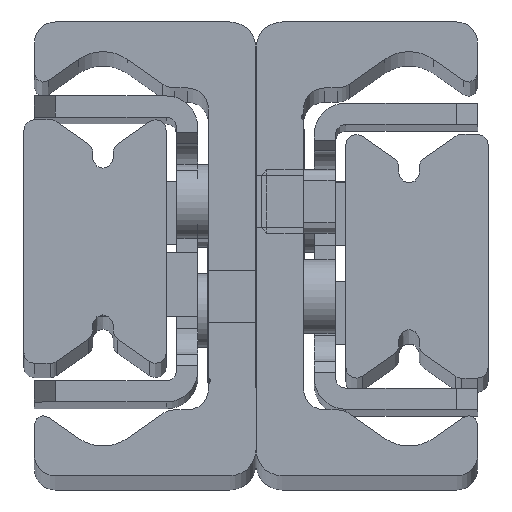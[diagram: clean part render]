
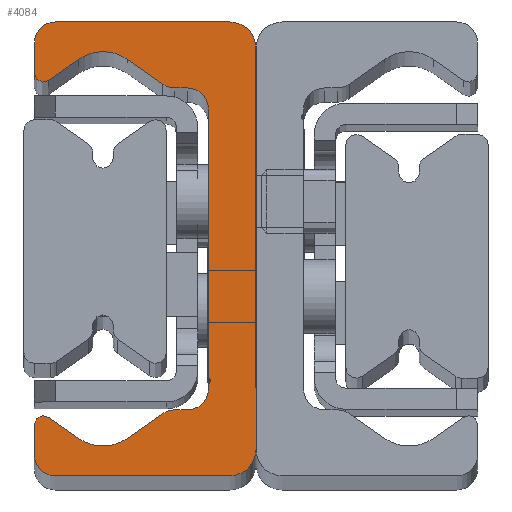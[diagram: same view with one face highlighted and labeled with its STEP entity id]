
A CAD part, top view. The second image highlights one B-rep face of the part: STEP entity #4084.
In plain terms, the highlighted planar face has unit normal (0, 0, 1).
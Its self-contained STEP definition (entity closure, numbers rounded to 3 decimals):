
#3036=CARTESIAN_POINT('',(2.499,0.,770.0));
#3037=VERTEX_POINT('',#3036);
#3038=CARTESIAN_POINT('',(-0.001,2.5,770.0));
#3039=VERTEX_POINT('',#3038);
#3040=CARTESIAN_POINT('',(2.499,2.5,770.0));
#3041=DIRECTION('',(0.0,0.0,-1.0));
#3042=DIRECTION('',(-1.0,0.0,0.0));
#3043=AXIS2_PLACEMENT_3D('',#3040,#3041,#3042);
#3044=CIRCLE('',#3043,2.5);
#3045=EDGE_CURVE('',#3037,#3039,#3044,.T.);
#3078=CARTESIAN_POINT('',(-0.001,40.5,770.0));
#3079=VERTEX_POINT('',#3078);
#3080=CARTESIAN_POINT('',(-0.001,2.5,770.0));
#3081=DIRECTION('',(0.0,1.0,0.0));
#3082=VECTOR('',#3081,38.);
#3083=LINE('',#3080,#3082);
#3084=EDGE_CURVE('',#3039,#3079,#3083,.T.);
#3151=CARTESIAN_POINT('',(2.499,43.0,770.0));
#3152=VERTEX_POINT('',#3151);
#3153=CARTESIAN_POINT('',(2.499,40.5,770.0));
#3154=DIRECTION('',(0.0,0.0,-1.0));
#3155=DIRECTION('',(0.0,1.0,0.0));
#3156=AXIS2_PLACEMENT_3D('',#3153,#3154,#3155);
#3157=CIRCLE('',#3156,2.5);
#3158=EDGE_CURVE('',#3079,#3152,#3157,.T.);
#3184=CARTESIAN_POINT('',(18.999,43.0,770.0));
#3185=VERTEX_POINT('',#3184);
#3186=CARTESIAN_POINT('',(2.499,43.0,770.0));
#3187=DIRECTION('',(1.0,0.0,0.0));
#3188=VECTOR('',#3187,16.5);
#3189=LINE('',#3186,#3188);
#3190=EDGE_CURVE('',#3152,#3185,#3189,.T.);
#3215=CARTESIAN_POINT('',(20.999,41.0,770.0));
#3216=VERTEX_POINT('',#3215);
#3217=CARTESIAN_POINT('',(18.999,41.0,770.0));
#3218=DIRECTION('',(0.0,0.0,-1.0));
#3219=DIRECTION('',(1.0,0.0,0.0));
#3220=AXIS2_PLACEMENT_3D('',#3217,#3218,#3219);
#3221=CIRCLE('',#3220,2.);
#3222=EDGE_CURVE('',#3185,#3216,#3221,.T.);
#3248=CARTESIAN_POINT('',(20.999,38.15,770.0));
#3249=VERTEX_POINT('',#3248);
#3250=CARTESIAN_POINT('',(20.999,41.0,770.0));
#3251=DIRECTION('',(0.0,-1.0,0.0));
#3252=VECTOR('',#3251,2.85);
#3253=LINE('',#3250,#3252);
#3254=EDGE_CURVE('',#3216,#3249,#3253,.T.);
#3279=CARTESIAN_POINT('',(19.662,37.453,770.0));
#3280=VERTEX_POINT('',#3279);
#3281=CARTESIAN_POINT('',(20.149,38.15,770.0));
#3282=DIRECTION('',(0.0,0.0,-1.0));
#3283=DIRECTION('',(-0.574,-0.819,0.0));
#3284=AXIS2_PLACEMENT_3D('',#3281,#3282,#3283);
#3285=CIRCLE('',#3284,0.85);
#3286=EDGE_CURVE('',#3249,#3280,#3285,.T.);
#3312=CARTESIAN_POINT('',(16.794,39.462,770.0));
#3313=VERTEX_POINT('',#3312);
#3314=CARTESIAN_POINT('',(19.662,37.453,770.0));
#3315=DIRECTION('',(-0.819,0.574,0.0));
#3316=VECTOR('',#3315,3.501);
#3317=LINE('',#3314,#3316);
#3318=EDGE_CURVE('',#3280,#3313,#3317,.T.);
#3343=CARTESIAN_POINT('',(12.205,39.462,770.0));
#3344=VERTEX_POINT('',#3343);
#3345=CARTESIAN_POINT('',(14.499,36.185,770.0));
#3346=DIRECTION('',(0.0,0.0,1.0));
#3347=DIRECTION('',(-0.574,-0.819,0.0));
#3348=AXIS2_PLACEMENT_3D('',#3345,#3346,#3347);
#3349=CIRCLE('',#3348,4.);
#3350=EDGE_CURVE('',#3313,#3344,#3349,.T.);
#3376=CARTESIAN_POINT('',(8.849,37.112,770.0));
#3377=VERTEX_POINT('',#3376);
#3378=CARTESIAN_POINT('',(12.205,39.462,770.0));
#3379=DIRECTION('',(-0.819,-0.574,0.0));
#3380=VECTOR('',#3379,4.097);
#3381=LINE('',#3378,#3380);
#3382=EDGE_CURVE('',#3344,#3377,#3381,.T.);
#3407=CARTESIAN_POINT('',(7.702,36.75,770.0));
#3408=VERTEX_POINT('',#3407);
#3409=CARTESIAN_POINT('',(7.702,38.75,770.0));
#3410=DIRECTION('',(0.0,0.0,-1.0));
#3411=DIRECTION('',(0.0,-1.0,0.0));
#3412=AXIS2_PLACEMENT_3D('',#3409,#3410,#3411);
#3413=CIRCLE('',#3412,2.);
#3414=EDGE_CURVE('',#3377,#3408,#3413,.T.);
#3440=CARTESIAN_POINT('',(6.499,36.75,770.0));
#3441=VERTEX_POINT('',#3440);
#3442=CARTESIAN_POINT('',(7.702,36.75,770.0));
#3443=DIRECTION('',(-1.0,0.0,0.0));
#3444=VECTOR('',#3443,1.203);
#3445=LINE('',#3442,#3444);
#3446=EDGE_CURVE('',#3408,#3441,#3445,.T.);
#3471=CARTESIAN_POINT('',(4.499,34.75,770.0));
#3472=VERTEX_POINT('',#3471);
#3473=CARTESIAN_POINT('',(6.499,34.75,770.0));
#3474=DIRECTION('',(0.0,0.0,1.0));
#3475=DIRECTION('',(0.0,-1.0,0.0));
#3476=AXIS2_PLACEMENT_3D('',#3473,#3474,#3475);
#3477=CIRCLE('',#3476,2.0);
#3478=EDGE_CURVE('',#3441,#3472,#3477,.T.);
#3504=CARTESIAN_POINT('',(4.499,34.361,770.0));
#3505=VERTEX_POINT('',#3504);
#3506=CARTESIAN_POINT('',(4.499,34.75,770.0));
#3507=DIRECTION('',(0.0,-1.0,0.0));
#3508=VECTOR('',#3507,0.389);
#3509=LINE('',#3506,#3508);
#3510=EDGE_CURVE('',#3472,#3505,#3509,.T.);
#3535=CARTESIAN_POINT('',(4.411,34.234,770.0));
#3536=VERTEX_POINT('',#3535);
#3537=CARTESIAN_POINT('',(4.363,34.361,770.0));
#3538=DIRECTION('',(0.0,0.0,-1.));
#3539=DIRECTION('',(0.353,-0.936,0.0));
#3540=AXIS2_PLACEMENT_3D('',#3537,#3538,#3539);
#3541=CIRCLE('',#3540,0.136);
#3542=EDGE_CURVE('',#3505,#3536,#3541,.T.);
#3568=CARTESIAN_POINT('',(4.422,33.762,770.0));
#3569=VERTEX_POINT('',#3568);
#3570=CARTESIAN_POINT('',(4.499,34.0,770.0));
#3571=DIRECTION('',(0.0,0.0,1.));
#3572=DIRECTION('',(0.353,-0.936,0.0));
#3573=AXIS2_PLACEMENT_3D('',#3570,#3571,#3572);
#3574=CIRCLE('',#3573,0.25);
#3575=EDGE_CURVE('',#3536,#3569,#3574,.T.);
#3601=CARTESIAN_POINT('',(4.499,33.656,770.0));
#3602=VERTEX_POINT('',#3601);
#3603=CARTESIAN_POINT('',(4.387,33.656,770.0));
#3604=DIRECTION('',(0.0,0.0,-1.0));
#3605=DIRECTION('',(1.0,0.0,0.0));
#3606=AXIS2_PLACEMENT_3D('',#3603,#3604,#3605);
#3607=CIRCLE('',#3606,0.112);
#3608=EDGE_CURVE('',#3569,#3602,#3607,.T.);
#3634=CARTESIAN_POINT('',(4.499,8.25,770.0));
#3635=VERTEX_POINT('',#3634);
#3636=CARTESIAN_POINT('',(4.499,33.656,770.0));
#3637=DIRECTION('',(0.0,-1.0,0.0));
#3638=VECTOR('',#3637,25.406);
#3639=LINE('',#3636,#3638);
#3640=EDGE_CURVE('',#3602,#3635,#3639,.T.);
#3707=CARTESIAN_POINT('',(6.499,6.25,770.0));
#3708=VERTEX_POINT('',#3707);
#3709=CARTESIAN_POINT('',(6.499,8.25,770.0));
#3710=DIRECTION('',(0.0,0.0,1.0));
#3711=DIRECTION('',(1.0,0.0,0.0));
#3712=AXIS2_PLACEMENT_3D('',#3709,#3710,#3711);
#3713=CIRCLE('',#3712,2.0);
#3714=EDGE_CURVE('',#3635,#3708,#3713,.T.);
#3740=CARTESIAN_POINT('',(7.702,6.25,770.0));
#3741=VERTEX_POINT('',#3740);
#3742=CARTESIAN_POINT('',(6.499,6.25,770.0));
#3743=DIRECTION('',(1.0,0.0,0.0));
#3744=VECTOR('',#3743,1.203);
#3745=LINE('',#3742,#3744);
#3746=EDGE_CURVE('',#3708,#3741,#3745,.T.);
#3771=CARTESIAN_POINT('',(8.849,5.888,770.0));
#3772=VERTEX_POINT('',#3771);
#3773=CARTESIAN_POINT('',(7.702,4.25,770.0));
#3774=DIRECTION('',(0.0,0.0,-1.0));
#3775=DIRECTION('',(0.574,0.819,0.0));
#3776=AXIS2_PLACEMENT_3D('',#3773,#3774,#3775);
#3777=CIRCLE('',#3776,2.);
#3778=EDGE_CURVE('',#3741,#3772,#3777,.T.);
#3804=CARTESIAN_POINT('',(12.205,3.538,770.0));
#3805=VERTEX_POINT('',#3804);
#3806=CARTESIAN_POINT('',(8.849,5.888,770.0));
#3807=DIRECTION('',(0.819,-0.574,0.0));
#3808=VECTOR('',#3807,4.097);
#3809=LINE('',#3806,#3808);
#3810=EDGE_CURVE('',#3772,#3805,#3809,.T.);
#3835=CARTESIAN_POINT('',(16.794,3.538,770.0));
#3836=VERTEX_POINT('',#3835);
#3837=CARTESIAN_POINT('',(14.499,6.815,770.0));
#3838=DIRECTION('',(0.0,0.0,1.0));
#3839=DIRECTION('',(0.574,0.819,0.0));
#3840=AXIS2_PLACEMENT_3D('',#3837,#3838,#3839);
#3841=CIRCLE('',#3840,4.);
#3842=EDGE_CURVE('',#3805,#3836,#3841,.T.);
#3868=CARTESIAN_POINT('',(19.662,5.547,770.0));
#3869=VERTEX_POINT('',#3868);
#3870=CARTESIAN_POINT('',(16.794,3.538,770.0));
#3871=DIRECTION('',(0.819,0.574,0.0));
#3872=VECTOR('',#3871,3.501);
#3873=LINE('',#3870,#3872);
#3874=EDGE_CURVE('',#3836,#3869,#3873,.T.);
#3899=CARTESIAN_POINT('',(20.999,4.85,770.0));
#3900=VERTEX_POINT('',#3899);
#3901=CARTESIAN_POINT('',(20.149,4.85,770.0));
#3902=DIRECTION('',(0.0,0.0,-1.0));
#3903=DIRECTION('',(1.0,0.0,0.0));
#3904=AXIS2_PLACEMENT_3D('',#3901,#3902,#3903);
#3905=CIRCLE('',#3904,0.85);
#3906=EDGE_CURVE('',#3869,#3900,#3905,.T.);
#3932=CARTESIAN_POINT('',(20.999,2.,770.0));
#3933=VERTEX_POINT('',#3932);
#3934=CARTESIAN_POINT('',(20.999,4.85,770.0));
#3935=DIRECTION('',(0.0,-1.0,0.0));
#3936=VECTOR('',#3935,2.85);
#3937=LINE('',#3934,#3936);
#3938=EDGE_CURVE('',#3900,#3933,#3937,.T.);
#3963=CARTESIAN_POINT('',(18.999,0.,770.0));
#3964=VERTEX_POINT('',#3963);
#3965=CARTESIAN_POINT('',(18.999,2.,770.0));
#3966=DIRECTION('',(0.0,0.0,-1.0));
#3967=DIRECTION('',(0.0,-1.0,0.0));
#3968=AXIS2_PLACEMENT_3D('',#3965,#3966,#3967);
#3969=CIRCLE('',#3968,2.);
#3970=EDGE_CURVE('',#3933,#3964,#3969,.T.);
#3996=CARTESIAN_POINT('',(18.999,0.,770.0));
#3997=DIRECTION('',(-1.0,0.0,0.0));
#3998=VECTOR('',#3997,16.5);
#3999=LINE('',#3996,#3998);
#4000=EDGE_CURVE('',#3964,#3037,#3999,.T.);
#4049=CARTESIAN_POINT('',(7.822,21.517,770.0));
#4050=DIRECTION('',(0.0,0.0,1.0));
#4051=DIRECTION('',(1.0,0.0,0.0));
#4052=AXIS2_PLACEMENT_3D('',#4049,#4050,#4051);
#4053=PLANE('',#4052);
#4054=ORIENTED_EDGE('',*,*,#3045,.F.);
#4055=ORIENTED_EDGE('',*,*,#4000,.F.);
#4056=ORIENTED_EDGE('',*,*,#3970,.F.);
#4057=ORIENTED_EDGE('',*,*,#3938,.F.);
#4058=ORIENTED_EDGE('',*,*,#3906,.F.);
#4059=ORIENTED_EDGE('',*,*,#3874,.F.);
#4060=ORIENTED_EDGE('',*,*,#3842,.F.);
#4061=ORIENTED_EDGE('',*,*,#3810,.F.);
#4062=ORIENTED_EDGE('',*,*,#3778,.F.);
#4063=ORIENTED_EDGE('',*,*,#3746,.F.);
#4064=ORIENTED_EDGE('',*,*,#3714,.F.);
#4065=ORIENTED_EDGE('',*,*,#3640,.F.);
#4066=ORIENTED_EDGE('',*,*,#3608,.F.);
#4067=ORIENTED_EDGE('',*,*,#3575,.F.);
#4068=ORIENTED_EDGE('',*,*,#3542,.F.);
#4069=ORIENTED_EDGE('',*,*,#3510,.F.);
#4070=ORIENTED_EDGE('',*,*,#3478,.F.);
#4071=ORIENTED_EDGE('',*,*,#3446,.F.);
#4072=ORIENTED_EDGE('',*,*,#3414,.F.);
#4073=ORIENTED_EDGE('',*,*,#3382,.F.);
#4074=ORIENTED_EDGE('',*,*,#3350,.F.);
#4075=ORIENTED_EDGE('',*,*,#3318,.F.);
#4076=ORIENTED_EDGE('',*,*,#3286,.F.);
#4077=ORIENTED_EDGE('',*,*,#3254,.F.);
#4078=ORIENTED_EDGE('',*,*,#3222,.F.);
#4079=ORIENTED_EDGE('',*,*,#3190,.F.);
#4080=ORIENTED_EDGE('',*,*,#3158,.F.);
#4081=ORIENTED_EDGE('',*,*,#3084,.F.);
#4082=EDGE_LOOP('',(#4054,#4055,#4056,#4057,#4058,#4059,#4060,#4061,#4062,#4063,#4064,#4065,#4066,#4067,#4068,#4069,#4070,#4071,#4072,#4073,#4074,#4075,#4076,#4077,#4078,#4079,#4080,#4081));
#4083=FACE_OUTER_BOUND('',#4082,.T.);
#4084=ADVANCED_FACE('',(#4083),#4053,.T.);
